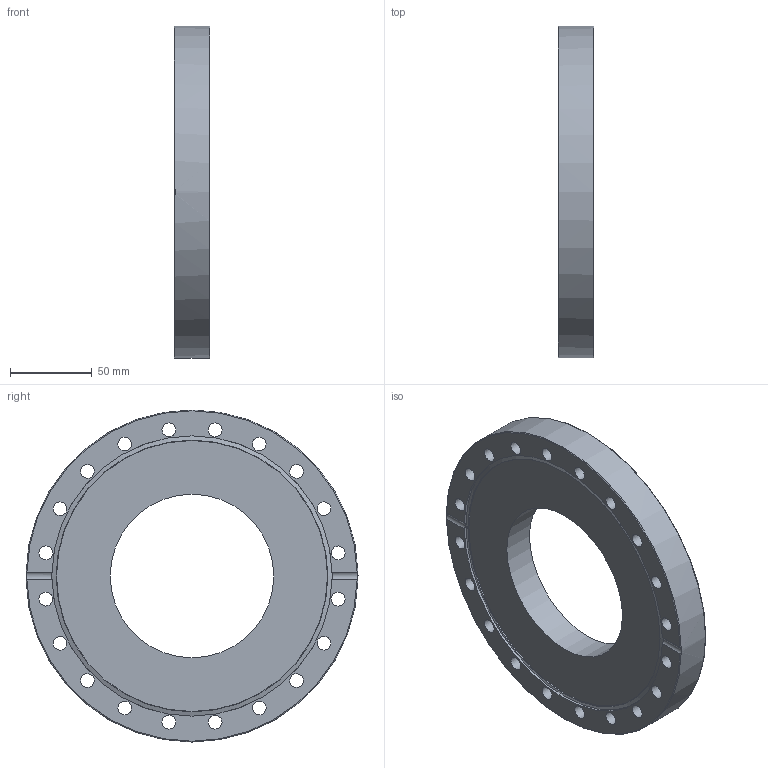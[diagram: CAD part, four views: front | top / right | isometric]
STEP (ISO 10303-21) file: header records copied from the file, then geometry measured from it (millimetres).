
FILE_DESCRIPTION((''),'2;1');
FILE_NAME('ZL1510-316LNS.stp','2009-03-13T14:52:11',('hasers'),(''),'Autodesk Inventor 2008','Autodesk Inventor 2008','');
FILE_SCHEMA(('AUTOMOTIVE_DESIGN { 1 0 10303 214 1 1 1 1 }'));
Length unit declared in the file: millimetre
Products named in the file (1): ZL1510-316LNS
Bounding box: 22 x 203 x 203 mm (x, y, z)
Volume: 482534.2 mm3; surface area: 86043.7 mm2
Topology: 1 solids, 1 shells, 74 faces, 228 edges, 157 vertices
Faces by surface type: bspline 54, cylinder 8, plane 5, cone 4, torus 3
Full cylindrical faces by diameter (mm): 100 x1, 120.6 x1, 171.4 x1, 203 x1
Entity records: 2750 total; most frequent: CARTESIAN_POINT 1359, DIRECTION 238, ORIENTED_EDGE 224, EDGE_LOOP 178, AXIS2_PLACEMENT_3D 115, EDGE_CURVE 112, FACE_BOUND 104, VERTEX_POINT 102
